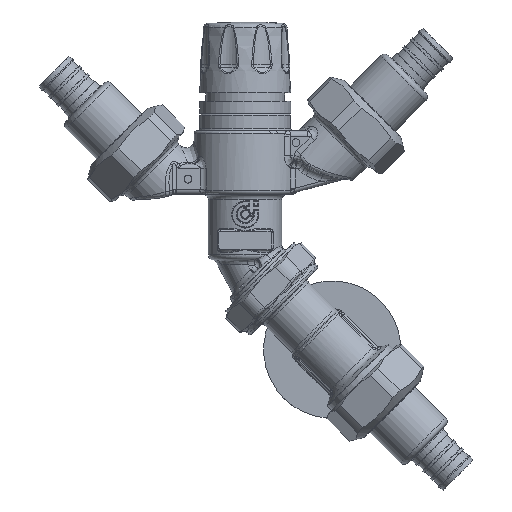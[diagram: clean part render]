
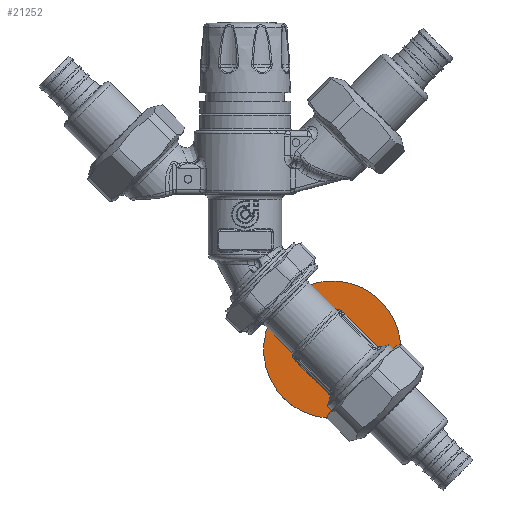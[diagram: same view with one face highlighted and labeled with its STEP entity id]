
A CAD part, top view. The second image highlights one B-rep face of the part: STEP entity #21252.
In plain terms, the highlighted face is planar.
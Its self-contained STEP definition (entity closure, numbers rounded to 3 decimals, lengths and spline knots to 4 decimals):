
#2397=FACE_BOUND('',#5587,.T.);
#4127=FACE_OUTER_BOUND('',#5586,.T.);
#5586=EDGE_LOOP('',(#19130));
#5587=EDGE_LOOP('',(#19131));
#8559=CIRCLE('',#23726,1.03);
#8563=CIRCLE('',#23734,0.3);
#10246=VERTEX_POINT('',#74010);
#10250=VERTEX_POINT('',#74024);
#13224=EDGE_CURVE('',#10246,#10246,#8559,.T.);
#13230=EDGE_CURVE('',#10250,#10250,#8563,.T.);
#19130=ORIENTED_EDGE('',*,*,#13224,.T.);
#19131=ORIENTED_EDGE('',*,*,#13230,.T.);
#19947=PLANE('',#23736);
#21252=ADVANCED_FACE('',(#4127,#2397),#19947,.F.);
#23726=AXIS2_PLACEMENT_3D('',#74012,#29156,#29157);
#23734=AXIS2_PLACEMENT_3D('',#74026,#29174,#29175);
#23736=AXIS2_PLACEMENT_3D('',#74028,#29178,#29179);
#29156=DIRECTION('center_axis',(-1.,0.,0.));
#29157=DIRECTION('ref_axis',(0.,1.,0.));
#29174=DIRECTION('center_axis',(1.,0.,0.));
#29175=DIRECTION('ref_axis',(0.,-1.,0.));
#29178=DIRECTION('center_axis',(1.,0.,0.));
#29179=DIRECTION('ref_axis',(0.,-1.,0.));
#74010=CARTESIAN_POINT('',(1.0824,-1.03,0.));
#74012=CARTESIAN_POINT('Origin',(1.0824,0.,
0.));
#74024=CARTESIAN_POINT('',(1.0824,0.3,0.));
#74026=CARTESIAN_POINT('Origin',(1.0824,0.,
0.));
#74028=CARTESIAN_POINT('Origin',(1.0824,0.,
0.));
